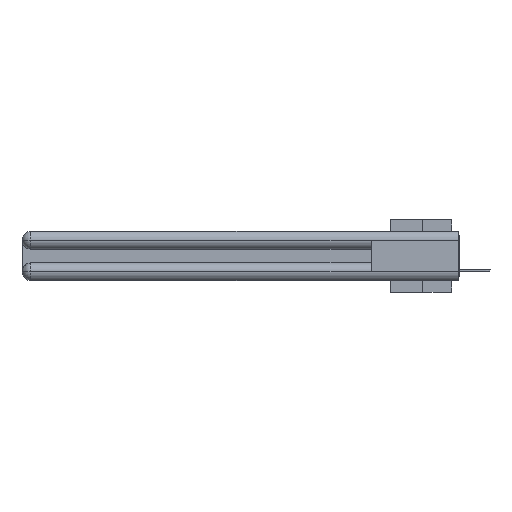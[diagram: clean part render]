
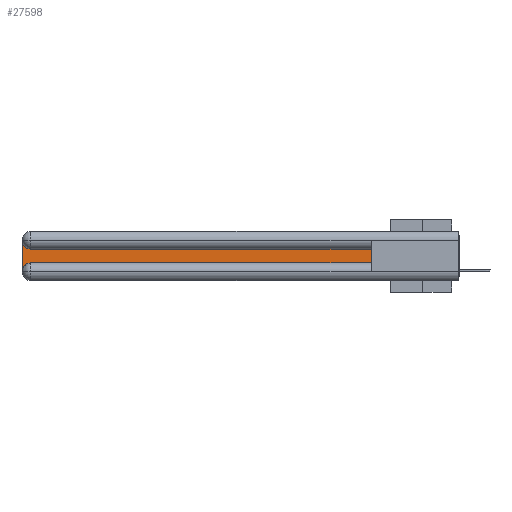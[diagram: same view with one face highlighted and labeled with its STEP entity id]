
A CAD part, left-side view. The second image highlights one B-rep face of the part: STEP entity #27598.
In plain terms, the highlighted planar face has unit normal (-1, 0, 0).
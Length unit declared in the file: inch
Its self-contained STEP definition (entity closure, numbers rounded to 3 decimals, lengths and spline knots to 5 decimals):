
#88 = VERTEX_POINT ( 'NONE', #23799 ) ;
#204 = DIRECTION ( 'NONE',  ( 0., 0., -1. ) ) ;
#509 = DIRECTION ( 'NONE',  ( 0., 1., 0. ) ) ;
#1069 = DIRECTION ( 'NONE',  ( 0., 0., -1. ) ) ;
#1482 = CARTESIAN_POINT ( 'NONE',  ( 0.075, 3., -0.2175 ) ) ;
#3755 = VERTEX_POINT ( 'NONE', #34502 ) ;
#4717 = EDGE_CURVE ( 'NONE', #88, #36440, #9920, .T. ) ;
#4825 = CARTESIAN_POINT ( 'NONE',  ( 0.075, 3., -0.1225 ) ) ;
#4959 = ORIENTED_EDGE ( 'NONE', *, *, #28984, .T. ) ;
#6580 = CARTESIAN_POINT ( 'NONE',  ( 0.075, 0.6, -0.2175 ) ) ;
#8166 = CARTESIAN_POINT ( 'NONE',  ( 0.075, 0.6, -0.2175 ) ) ;
#8848 = VERTEX_POINT ( 'NONE', #33425 ) ;
#9804 = DIRECTION ( 'NONE',  ( 1., 0., 0. ) ) ;
#9920 = LINE ( 'NONE', #30115, #15642 ) ;
#10470 = DIRECTION ( 'NONE',  ( 0., 0., -1. ) ) ;
#12267 = ORIENTED_EDGE ( 'NONE', *, *, #21974, .T. ) ;
#13079 = PLANE ( 'NONE',  #22244 ) ;
#14187 = VECTOR ( 'NONE', #509, 39.37008 ) ;
#14661 = DIRECTION ( 'NONE',  ( 1., 0., 0. ) ) ;
#15460 = CARTESIAN_POINT ( 'NONE',  ( 0.075, 2.94, -0.0625 ) ) ;
#15642 = VECTOR ( 'NONE', #24334, 39.37008 ) ;
#15891 = DIRECTION ( 'NONE',  ( 1., 0., 0. ) ) ;
#16287 = AXIS2_PLACEMENT_3D ( 'NONE', #15460, #9804, #21375 ) ;
#16314 = EDGE_CURVE ( 'NONE', #3755, #8848, #19934, .T. ) ;
#16363 = EDGE_CURVE ( 'NONE', #36440, #27277, #18151, .T. ) ;
#16430 = DIRECTION ( 'NONE',  ( 0., 0., 1. ) ) ;
#16919 = CARTESIAN_POINT ( 'NONE',  ( 0.075, 2.94, -0.2775 ) ) ;
#17022 = CARTESIAN_POINT ( 'NONE',  ( 0.075, 0.6, -0.1225 ) ) ;
#17537 = EDGE_CURVE ( 'NONE', #31846, #3755, #34737, .T. ) ;
#18151 = LINE ( 'NONE', #8166, #23862 ) ;
#19934 = LINE ( 'NONE', #1482, #33107 ) ;
#20167 = ORIENTED_EDGE ( 'NONE', *, *, #4717, .T. ) ;
#21375 = DIRECTION ( 'NONE',  ( 0., 0., -1. ) ) ;
#21892 = EDGE_LOOP ( 'NONE', ( #12267, #29015, #34909, #4959, #20167, #33284 ) ) ;
#21974 = EDGE_CURVE ( 'NONE', #27277, #31846, #34763, .T. ) ;
#22244 = AXIS2_PLACEMENT_3D ( 'NONE', #4825, #15891, #10470 ) ;
#23475 = CARTESIAN_POINT ( 'NONE',  ( 0.075, 0.6, -0.1225 ) ) ;
#23799 = CARTESIAN_POINT ( 'NONE',  ( 0.075, 2.94, -0.2175 ) ) ;
#23861 = AXIS2_PLACEMENT_3D ( 'NONE', #16919, #14661, #204 ) ;
#23862 = VECTOR ( 'NONE', #16430, 39.37008 ) ;
#24334 = DIRECTION ( 'NONE',  ( 0., -1., 0. ) ) ;
#27277 = VERTEX_POINT ( 'NONE', #17022 ) ;
#27598 = ADVANCED_FACE ( 'NONE', ( #35425 ), #13079, .F. ) ;
#28984 = EDGE_CURVE ( 'NONE', #8848, #88, #33647, .T. ) ;
#29015 = ORIENTED_EDGE ( 'NONE', *, *, #17537, .T. ) ;
#30115 = CARTESIAN_POINT ( 'NONE',  ( 0.075, 0.6, -0.2175 ) ) ;
#31325 = CARTESIAN_POINT ( 'NONE',  ( 0.075, 2.94, -0.1225 ) ) ;
#31846 = VERTEX_POINT ( 'NONE', #31325 ) ;
#33107 = VECTOR ( 'NONE', #1069, 39.37008 ) ;
#33284 = ORIENTED_EDGE ( 'NONE', *, *, #16363, .T. ) ;
#33425 = CARTESIAN_POINT ( 'NONE',  ( 0.075, 3., -0.2775 ) ) ;
#33647 = CIRCLE ( 'NONE', #23861, 0.06 ) ;
#34502 = CARTESIAN_POINT ( 'NONE',  ( 0.075, 3., -0.0625 ) ) ;
#34737 = CIRCLE ( 'NONE', #16287, 0.06 ) ;
#34763 = LINE ( 'NONE', #23475, #14187 ) ;
#34909 = ORIENTED_EDGE ( 'NONE', *, *, #16314, .T. ) ;
#35425 = FACE_OUTER_BOUND ( 'NONE', #21892, .T. ) ;
#36440 = VERTEX_POINT ( 'NONE', #6580 ) ;
